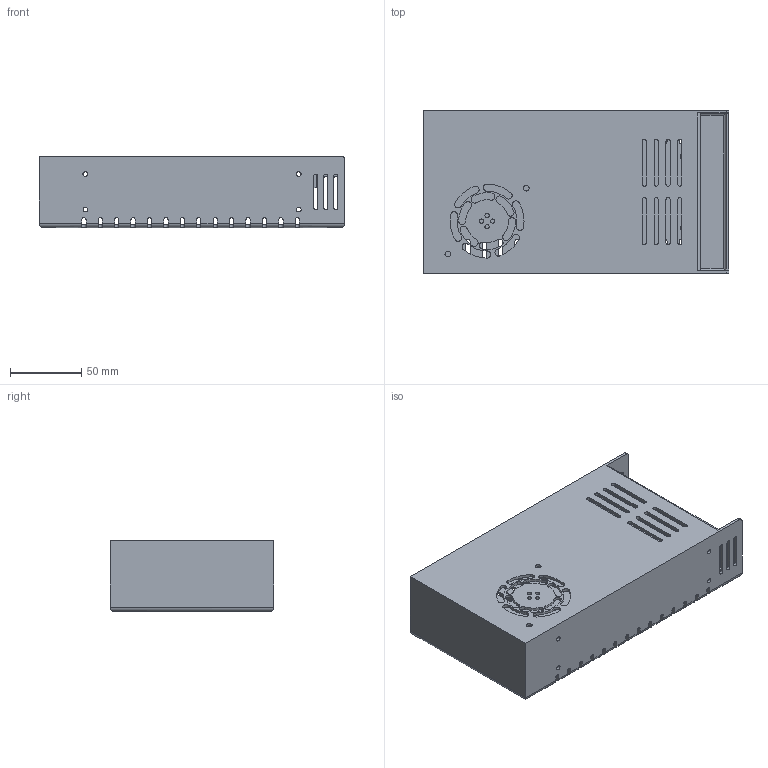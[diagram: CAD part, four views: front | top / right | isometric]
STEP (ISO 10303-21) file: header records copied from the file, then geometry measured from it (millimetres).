
FILE_DESCRIPTION(/* description */ (''),/* implementation_level */ '2;1');
FILE_NAME(/* name */ 'Meanwell S-400-48 Power Supply v23.step',/* time_stamp */ '2020-01-12T11:46:32+11:00',/* author */ (''),/* organization */ (''),/* preprocessor_version */ 'ST-DEVELOPER v18',/* originating_system */ 'Autodesk Translation Framework v8.12.0.6',/* authorisation */ '');
FILE_SCHEMA (('AUTOMOTIVE_DESIGN { 1 0 10303 214 3 1 1 }'));
Length unit declared in the file: millimetre
Products named in the file (1): Meanwell S-400-48 Power Supply
Bounding box: 215 x 115 x 50 mm (x, y, z)
Volume: 140150.1 mm3; surface area: 145996.2 mm2
Topology: 1 solids, 1 shells, 331 faces, 1149 edges, 762 vertices
Faces by surface type: cylinder 221, plane 110
Full cylindrical faces by diameter (mm): 3 x4, 3.2 x2, 3.3 x10, 4 x2
Entity records: 12876 total; most frequent: ORIENTED_EDGE 2298, DIRECTION 2249, CARTESIAN_POINT 2243, EDGE_CURVE 1149, AXIS2_PLACEMENT_3D 768, VERTEX_POINT 762, LINE 713, VECTOR 713
